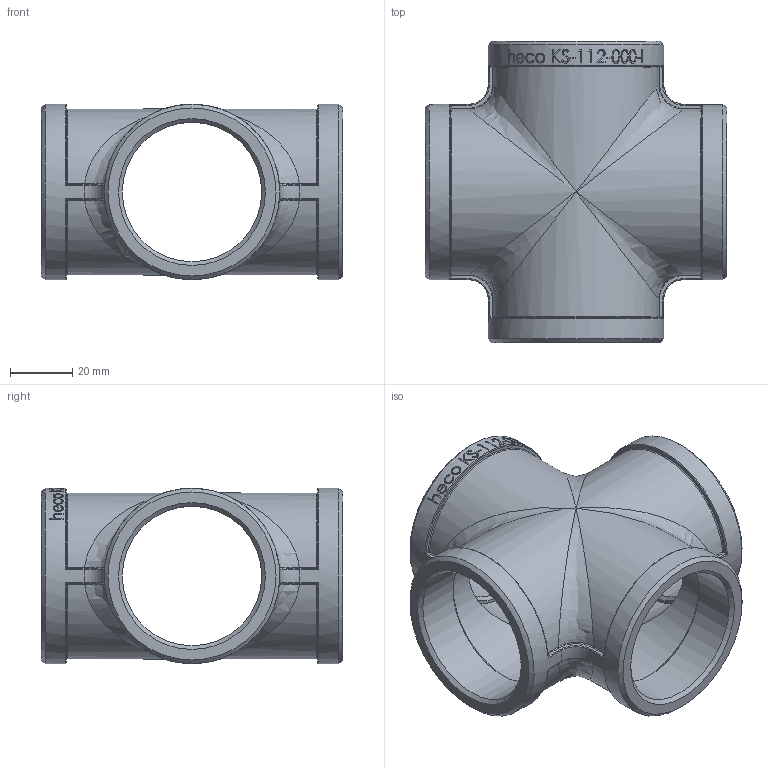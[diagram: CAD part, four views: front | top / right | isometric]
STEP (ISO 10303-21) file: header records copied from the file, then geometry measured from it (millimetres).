
FILE_DESCRIPTION (( 'STEP AP214' ), '1' );
FILE_NAME ('heco_KS-112-000-I.STEP', '2016-06-17T10:19:13', ( '' ), ( '' ), 'SwSTEP 2.0', 'SolidWorks 2011', '' );
FILE_SCHEMA (( 'AUTOMOTIVE_DESIGN' ));
Length unit declared in the file: millimetre
Products named in the file (1): heco_KS-112-000-I
Bounding box: 97 x 97 x 56.5 mm (x, y, z)
Volume: 77386 mm3; surface area: 45151.9 mm2
Topology: 1 solids, 1 shells, 360 faces, 877 edges, 518 vertices
Faces by surface type: bspline 144, cylinder 89, plane 71, torus 28, sphere 16, cone 12
Full cylindrical faces by diameter (mm): 44.845 x4, 48.7 x4, 56.5 x4
Entity records: 29459 total; most frequent: CARTESIAN_POINT 20275, ORIENTED_EDGE 1642, DIRECTION 1008, EDGE_CURVE 821, VERTEX_POINT 510, B_SPLINE_CURVE_WITH_KNOTS 443, AXIS2_PLACEMENT_3D 417, EDGE_LOOP 413
